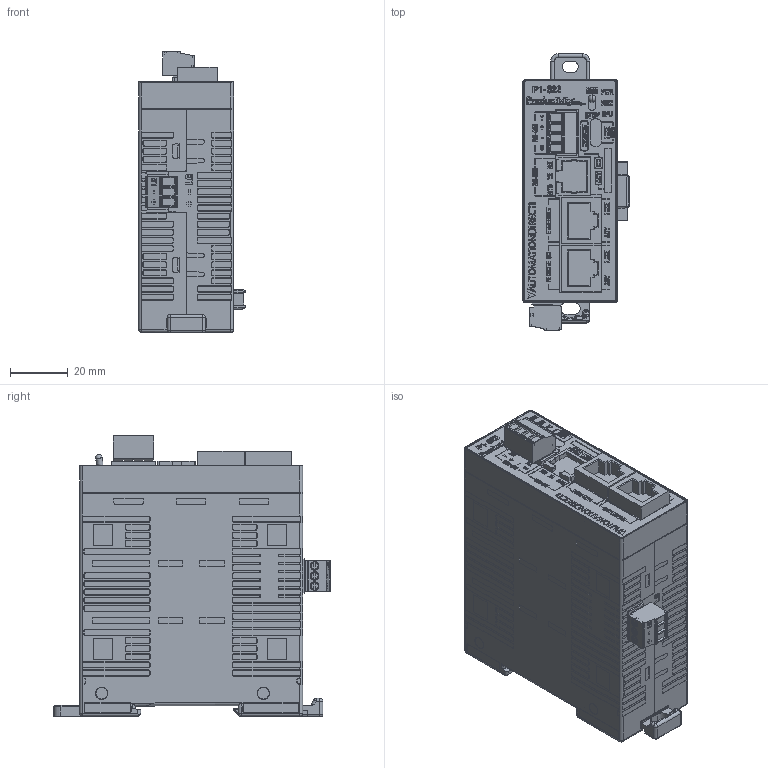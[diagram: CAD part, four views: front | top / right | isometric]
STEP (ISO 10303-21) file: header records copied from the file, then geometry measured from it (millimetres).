
FILE_DESCRIPTION (( 'STEP AP214' ), '1' );
FILE_NAME ('P1-622.STEP', '2024-08-13T23:48:13', ( '' ), ( '' ), 'SwSTEP 2.0', 'SolidWorks 2021', '' );
FILE_SCHEMA (( 'AUTOMOTIVE_DESIGN' ));
Products named in the file (1): P1-622
Bounding box: 36.78 x 95.56 x 97.07 mm (x, y, z)
Volume: 25977.6 mm3; surface area: 52633.8 mm2
Topology: 1 solids, 11 shells, 5461 faces, 14959 edges, 9790 vertices
Faces by surface type: plane 2780, bspline 1740, cylinder 899, torus 21, cone 15, sphere 6
Entity records: 216330 total; most frequent: CARTESIAN_POINT 90017, ORIENTED_EDGE 29836, DIRECTION 20494, EDGE_CURVE 14918, VERTEX_POINT 9786, LINE 9096, VECTOR 9096, EDGE_LOOP 5850
